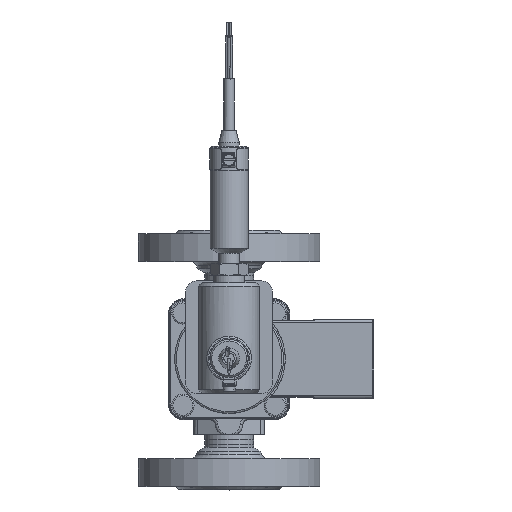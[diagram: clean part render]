
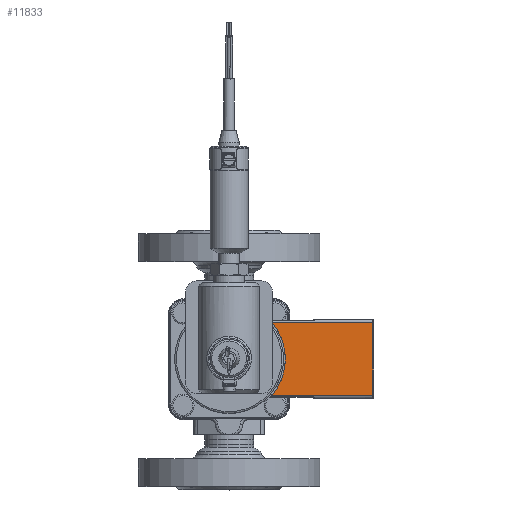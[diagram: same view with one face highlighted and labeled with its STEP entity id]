
A CAD part, top view. The second image highlights one B-rep face of the part: STEP entity #11833.
In plain terms, the highlighted planar face has unit normal (0, 0, 1).
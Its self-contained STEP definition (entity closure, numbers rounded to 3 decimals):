
#1070=LINE('',#18936,#1713);
#1105=LINE('',#19084,#1748);
#1107=LINE('',#19100,#1750);
#1713=VECTOR('',#14263,42.);
#1748=VECTOR('',#14350,58.296);
#1750=VECTOR('',#14356,58.296);
#2609=FACE_OUTER_BOUND('',#3384,.T.);
#3384=EDGE_LOOP('',(#8424,#8425,#8426,#8427));
#4270=CIRCLE('',#12671,32.5);
#4982=VERTEX_POINT('',#18926);
#4984=VERTEX_POINT('',#18934);
#5013=VERTEX_POINT('',#19024);
#5019=VERTEX_POINT('',#19061);
#6270=EDGE_CURVE('',#4982,#4984,#1070,.T.);
#6317=EDGE_CURVE('',#5013,#5019,#4270,.T.);
#6322=EDGE_CURVE('',#4982,#5013,#1105,.T.);
#6326=EDGE_CURVE('',#4984,#5019,#1107,.T.);
#8424=ORIENTED_EDGE('',*,*,#6317,.T.);
#8425=ORIENTED_EDGE('',*,*,#6326,.F.);
#8426=ORIENTED_EDGE('',*,*,#6270,.F.);
#8427=ORIENTED_EDGE('',*,*,#6322,.T.);
#11439=PLANE('',#12675);
#11833=ADVANCED_FACE('',(#2609),#11439,.T.);
#12671=AXIS2_PLACEMENT_3D('',#19068,#14341,#14342);
#12675=AXIS2_PLACEMENT_3D('',#19099,#14354,#14355);
#14263=DIRECTION('',(0.,-1.,0.));
#14341=DIRECTION('center_axis',(0.,0.,
-1.));
#14342=DIRECTION('ref_axis',(-1.,0.,0.));
#14350=DIRECTION('',(-1.,0.,0.));
#14354=DIRECTION('center_axis',(0.,0.,
1.));
#14355=DIRECTION('ref_axis',(1.,0.,0.));
#14356=DIRECTION('',(-1.,0.,0.));
#18926=CARTESIAN_POINT('',(83.1,21.,119.));
#18934=CARTESIAN_POINT('',(83.1,-21.,119.));
#18936=CARTESIAN_POINT('',(83.1,10.5,119.));
#19024=CARTESIAN_POINT('',(24.804,21.,119.));
#19061=CARTESIAN_POINT('',(24.804,-21.,119.));
#19068=CARTESIAN_POINT('Origin',(0.,0.,
119.));
#19084=CARTESIAN_POINT('',(83.6,21.,119.));
#19099=CARTESIAN_POINT('Origin',(14.6,-22.,119.));
#19100=CARTESIAN_POINT('',(83.6,-21.,119.));
